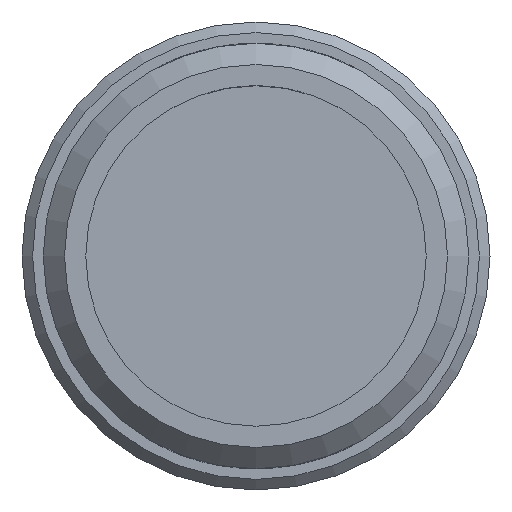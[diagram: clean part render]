
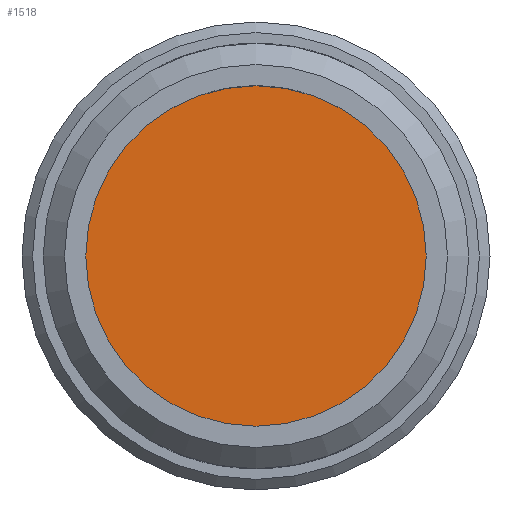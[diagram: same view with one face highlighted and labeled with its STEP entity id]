
A CAD part, left-side view. The second image highlights one B-rep face of the part: STEP entity #1518.
In plain terms, the highlighted planar face has unit normal (-1, 0, 0).
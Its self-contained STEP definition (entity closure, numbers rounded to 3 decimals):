
#68 = EDGE_CURVE ( 'NONE', #1950, #1950, #379, .T. ) ;
#379 = CIRCLE ( 'NONE', #3225, 8. ) ;
#395 = PLANE ( 'NONE',  #2505 ) ;
#458 = DIRECTION ( 'NONE',  ( 0., 0., 1. ) ) ;
#1291 = ORIENTED_EDGE ( 'NONE', *, *, #68, .T. ) ;
#1518 = ADVANCED_FACE ( 'NONE', ( #2850 ), #395, .F. ) ;
#1577 = DIRECTION ( 'NONE',  ( -1., 0., 0. ) ) ;
#1950 = VERTEX_POINT ( 'NONE', #2039 ) ;
#2039 = CARTESIAN_POINT ( 'NONE',  ( -69.5, 0., 8. ) ) ;
#2402 = CARTESIAN_POINT ( 'NONE',  ( -69.5, 8., 0. ) ) ;
#2505 = AXIS2_PLACEMENT_3D ( 'NONE', #2402, #3024, #2681 ) ;
#2653 = EDGE_LOOP ( 'NONE', ( #1291 ) ) ;
#2681 = DIRECTION ( 'NONE',  ( 0., 0., -1. ) ) ;
#2850 = FACE_OUTER_BOUND ( 'NONE', #2653, .T. ) ;
#3024 = DIRECTION ( 'NONE',  ( 1., 0., 0. ) ) ;
#3225 = AXIS2_PLACEMENT_3D ( 'NONE', #3575, #1577, #458 ) ;
#3575 = CARTESIAN_POINT ( 'NONE',  ( -69.5, 0., 0. ) ) ;
